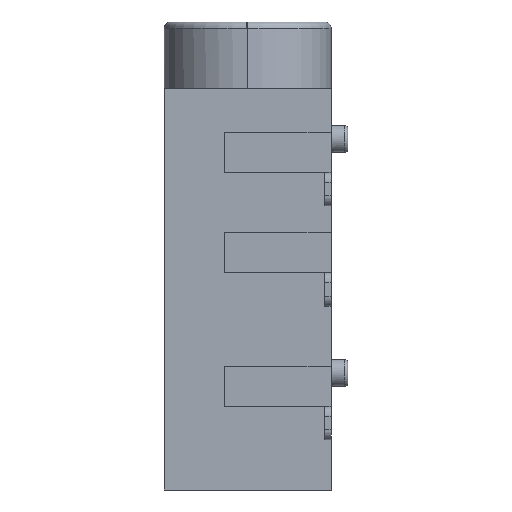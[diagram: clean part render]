
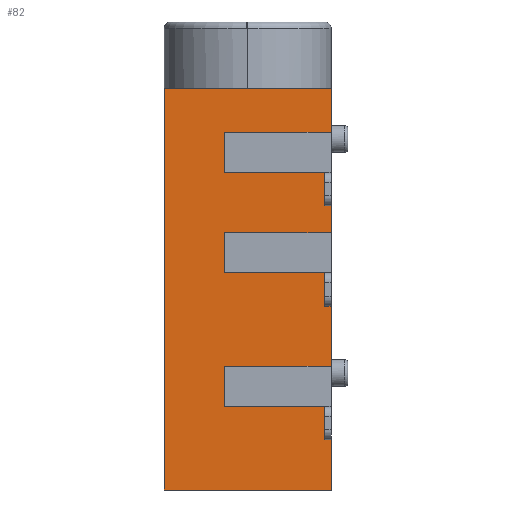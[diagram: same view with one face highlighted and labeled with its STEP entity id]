
A CAD part, left-side view. The second image highlights one B-rep face of the part: STEP entity #82.
In plain terms, the highlighted planar face has unit normal (-1, 0, 0).
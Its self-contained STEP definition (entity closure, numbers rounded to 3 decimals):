
#82=ADVANCED_FACE('',(#312),#313,.T.);
#312=FACE_OUTER_BOUND('',#705,.T.);
#313=PLANE('',#706);
#705=EDGE_LOOP('',(#1323,#1324,#1325,#1326,#1327,#1328,#1329,#1330,#1331,#1332,#1333,#1334,#1335,#1336,#1337,#1338,#1339,#1340,#1341,#1342,#1343,#1344));
#706=AXIS2_PLACEMENT_3D('',#1345,#1346,#1347);
#1323=ORIENTED_EDGE('',*,*,#2789,.T.);
#1324=ORIENTED_EDGE('',*,*,#2790,.F.);
#1325=ORIENTED_EDGE('',*,*,#2791,.F.);
#1326=ORIENTED_EDGE('',*,*,#2792,.F.);
#1327=ORIENTED_EDGE('',*,*,#2793,.T.);
#1328=ORIENTED_EDGE('',*,*,#2771,.F.);
#1329=ORIENTED_EDGE('',*,*,#2794,.T.);
#1330=ORIENTED_EDGE('',*,*,#2795,.F.);
#1331=ORIENTED_EDGE('',*,*,#2796,.F.);
#1332=ORIENTED_EDGE('',*,*,#2797,.F.);
#1333=ORIENTED_EDGE('',*,*,#2798,.T.);
#1334=ORIENTED_EDGE('',*,*,#2765,.F.);
#1335=ORIENTED_EDGE('',*,*,#2799,.T.);
#1336=ORIENTED_EDGE('',*,*,#2800,.F.);
#1337=ORIENTED_EDGE('',*,*,#2801,.F.);
#1338=ORIENTED_EDGE('',*,*,#2802,.F.);
#1339=ORIENTED_EDGE('',*,*,#2696,.F.);
#1340=ORIENTED_EDGE('',*,*,#2803,.T.);
#1341=ORIENTED_EDGE('',*,*,#2740,.T.);
#1342=ORIENTED_EDGE('',*,*,#2804,.F.);
#1343=ORIENTED_EDGE('',*,*,#2805,.T.);
#1344=ORIENTED_EDGE('',*,*,#2759,.F.);
#1345=CARTESIAN_POINT('',(-3.0,2.5,0.0));
#1346=DIRECTION('',(-1.0,0.0,0.0));
#1347=DIRECTION('',(0.0,0.0,1.0));
#2696=EDGE_CURVE('',#3265,#3267,#3268,.T.);
#2740=EDGE_CURVE('',#3340,#3338,#3341,.T.);
#2759=EDGE_CURVE('',#3374,#3376,#3377,.T.);
#2765=EDGE_CURVE('',#3386,#3388,#3389,.T.);
#2771=EDGE_CURVE('',#3398,#3400,#3401,.T.);
#2789=EDGE_CURVE('',#3374,#3429,#3431,.T.);
#2790=EDGE_CURVE('',#3432,#3429,#3433,.T.);
#2791=EDGE_CURVE('',#3434,#3432,#3435,.T.);
#2792=EDGE_CURVE('',#3436,#3434,#3437,.T.);
#2793=EDGE_CURVE('',#3436,#3400,#3438,.T.);
#2794=EDGE_CURVE('',#3398,#3439,#3440,.T.);
#2795=EDGE_CURVE('',#3441,#3439,#3442,.T.);
#2796=EDGE_CURVE('',#3443,#3441,#3444,.T.);
#2797=EDGE_CURVE('',#3445,#3443,#3446,.T.);
#2798=EDGE_CURVE('',#3445,#3388,#3447,.T.);
#2799=EDGE_CURVE('',#3386,#3448,#3449,.T.);
#2800=EDGE_CURVE('',#3450,#3448,#3451,.T.);
#2801=EDGE_CURVE('',#3452,#3450,#3453,.T.);
#2802=EDGE_CURVE('',#3267,#3452,#3454,.T.);
#2803=EDGE_CURVE('',#3265,#3340,#3455,.T.);
#2804=EDGE_CURVE('',#3456,#3338,#3457,.T.);
#2805=EDGE_CURVE('',#3456,#3376,#3458,.T.);
#3265=VERTEX_POINT('',#4149);
#3267=VERTEX_POINT('',#4152);
#3268=LINE('',#4153,#4154);
#3338=VERTEX_POINT('',#4248);
#3340=VERTEX_POINT('',#4251);
#3341=LINE('',#4252,#4253);
#3374=VERTEX_POINT('',#4302);
#3376=VERTEX_POINT('',#4305);
#3377=LINE('',#4306,#4307);
#3386=VERTEX_POINT('',#4318);
#3388=VERTEX_POINT('',#4321);
#3389=LINE('',#4322,#4323);
#3398=VERTEX_POINT('',#4334);
#3400=VERTEX_POINT('',#4337);
#3401=LINE('',#4338,#4339);
#3429=VERTEX_POINT('',#4378);
#3431=LINE('',#4381,#4382);
#3432=VERTEX_POINT('',#4383);
#3433=LINE('',#4384,#4385);
#3434=VERTEX_POINT('',#4386);
#3435=LINE('',#4387,#4388);
#3436=VERTEX_POINT('',#4389);
#3437=LINE('',#4390,#4391);
#3438=LINE('',#4392,#4393);
#3439=VERTEX_POINT('',#4394);
#3440=LINE('',#4395,#4396);
#3441=VERTEX_POINT('',#4397);
#3442=LINE('',#4398,#4399);
#3443=VERTEX_POINT('',#4400);
#3444=LINE('',#4401,#4402);
#3445=VERTEX_POINT('',#4403);
#3446=LINE('',#4404,#4405);
#3447=LINE('',#4406,#4407);
#3448=VERTEX_POINT('',#4408);
#3449=LINE('',#4409,#4410);
#3450=VERTEX_POINT('',#4411);
#3451=LINE('',#4412,#4413);
#3452=VERTEX_POINT('',#4414);
#3453=LINE('',#4415,#4416);
#3454=LINE('',#4417,#4418);
#3455=LINE('',#4419,#4420);
#3456=VERTEX_POINT('',#4421);
#3457=LINE('',#4422,#4423);
#3458=LINE('',#4424,#4425);
#4149=CARTESIAN_POINT('',(-3.0,2.5,0.0));
#4152=CARTESIAN_POINT('',(-3.0,-2.5,0.0));
#4153=CARTESIAN_POINT('',(-3.0,2.5,0.0));
#4154=VECTOR('',#5466,5.0);
#4248=CARTESIAN_POINT('',(-3.0,-2.5,-12.0));
#4251=CARTESIAN_POINT('',(-3.0,2.5,-12.0));
#4252=CARTESIAN_POINT('',(-3.0,2.5,-12.0));
#4253=VECTOR('',#5546,5.0);
#4302=CARTESIAN_POINT('',(-3.0,-2.3,-9.5));
#4305=CARTESIAN_POINT('',(-3.0,-2.3,-10.5));
#4306=CARTESIAN_POINT('',(-3.0,-2.3,-9.5));
#4307=VECTOR('',#5567,1.0);
#4318=CARTESIAN_POINT('',(-3.0,-2.3,-2.5));
#4321=CARTESIAN_POINT('',(-3.0,-2.3,-3.5));
#4322=CARTESIAN_POINT('',(-3.0,-2.3,-2.5));
#4323=VECTOR('',#5577,1.0);
#4334=CARTESIAN_POINT('',(-3.0,-2.3,-5.5));
#4337=CARTESIAN_POINT('',(-3.0,-2.3,-6.5));
#4338=CARTESIAN_POINT('',(-3.0,-2.3,-5.5));
#4339=VECTOR('',#5587,1.0);
#4378=CARTESIAN_POINT('',(-3.0,0.7,-9.5));
#4381=CARTESIAN_POINT('',(-3.0,-2.3,-9.5));
#4382=VECTOR('',#5615,3.0);
#4383=CARTESIAN_POINT('',(-3.0,0.7,-8.3));
#4384=CARTESIAN_POINT('',(-3.0,0.7,-8.3));
#4385=VECTOR('',#5616,1.2);
#4386=CARTESIAN_POINT('',(-3.0,-2.5,-8.3));
#4387=CARTESIAN_POINT('',(-3.0,-2.5,-8.3));
#4388=VECTOR('',#5617,3.2);
#4389=CARTESIAN_POINT('',(-3.0,-2.5,-6.5));
#4390=CARTESIAN_POINT('',(-3.0,-2.5,-6.5));
#4391=VECTOR('',#5618,1.8);
#4392=CARTESIAN_POINT('',(-3.0,-2.5,-6.5));
#4393=VECTOR('',#5619,0.2);
#4394=CARTESIAN_POINT('',(-3.0,0.7,-5.5));
#4395=CARTESIAN_POINT('',(-3.0,-2.3,-5.5));
#4396=VECTOR('',#5620,3.0);
#4397=CARTESIAN_POINT('',(-3.0,0.7,-4.3));
#4398=CARTESIAN_POINT('',(-3.0,0.7,-4.3));
#4399=VECTOR('',#5621,1.2);
#4400=CARTESIAN_POINT('',(-3.0,-2.5,-4.3));
#4401=CARTESIAN_POINT('',(-3.0,-2.5,-4.3));
#4402=VECTOR('',#5622,3.2);
#4403=CARTESIAN_POINT('',(-3.0,-2.5,-3.5));
#4404=CARTESIAN_POINT('',(-3.0,-2.5,-3.5));
#4405=VECTOR('',#5623,0.8);
#4406=CARTESIAN_POINT('',(-3.0,-2.5,-3.5));
#4407=VECTOR('',#5624,0.2);
#4408=CARTESIAN_POINT('',(-3.0,0.7,-2.5));
#4409=CARTESIAN_POINT('',(-3.0,-2.3,-2.5));
#4410=VECTOR('',#5625,3.0);
#4411=CARTESIAN_POINT('',(-3.0,0.7,-1.3));
#4412=CARTESIAN_POINT('',(-3.0,0.7,-1.3));
#4413=VECTOR('',#5626,1.2);
#4414=CARTESIAN_POINT('',(-3.0,-2.5,-1.3));
#4415=CARTESIAN_POINT('',(-3.0,-2.5,-1.3));
#4416=VECTOR('',#5627,3.2);
#4417=CARTESIAN_POINT('',(-3.0,-2.5,0.0));
#4418=VECTOR('',#5628,1.3);
#4419=CARTESIAN_POINT('',(-3.0,2.5,0.0));
#4420=VECTOR('',#5629,12.0);
#4421=CARTESIAN_POINT('',(-3.0,-2.5,-10.5));
#4422=CARTESIAN_POINT('',(-3.0,-2.5,-10.5));
#4423=VECTOR('',#5630,1.5);
#4424=CARTESIAN_POINT('',(-3.0,-2.5,-10.5));
#4425=VECTOR('',#5631,0.2);
#5466=DIRECTION('',(0.0,-1.0,0.0));
#5546=DIRECTION('',(0.0,-1.0,0.0));
#5567=DIRECTION('',(0.0,0.0,-1.0));
#5577=DIRECTION('',(0.0,0.0,-1.0));
#5587=DIRECTION('',(0.0,0.0,-1.0));
#5615=DIRECTION('',(0.0,1.0,0.0));
#5616=DIRECTION('',(0.0,0.0,-1.0));
#5617=DIRECTION('',(0.0,1.0,0.0));
#5618=DIRECTION('',(0.0,0.0,-1.0));
#5619=DIRECTION('',(0.0,1.0,0.0));
#5620=DIRECTION('',(0.0,1.0,0.0));
#5621=DIRECTION('',(0.0,0.0,-1.0));
#5622=DIRECTION('',(0.0,1.0,0.0));
#5623=DIRECTION('',(0.0,0.0,-1.0));
#5624=DIRECTION('',(0.0,1.0,0.0));
#5625=DIRECTION('',(0.0,1.0,0.0));
#5626=DIRECTION('',(0.0,0.0,-1.0));
#5627=DIRECTION('',(0.0,1.0,0.0));
#5628=DIRECTION('',(0.0,0.0,-1.0));
#5629=DIRECTION('',(0.0,0.0,-1.0));
#5630=DIRECTION('',(0.0,0.0,-1.0));
#5631=DIRECTION('',(0.0,1.0,0.0));
